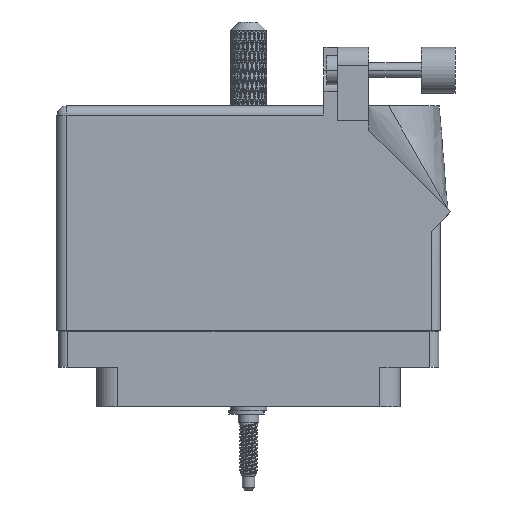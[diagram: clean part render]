
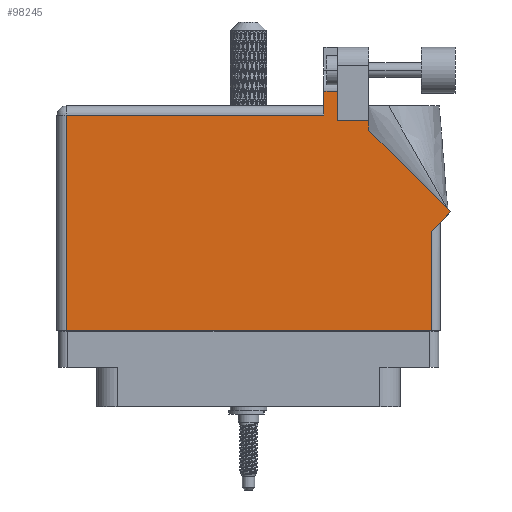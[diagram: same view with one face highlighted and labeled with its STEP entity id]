
A CAD part, front view. The second image highlights one B-rep face of the part: STEP entity #98245.
In plain terms, the highlighted face is planar.
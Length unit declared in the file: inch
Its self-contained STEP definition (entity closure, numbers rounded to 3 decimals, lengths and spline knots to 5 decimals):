
#222 = CARTESIAN_POINT ( 'NONE',  ( 0.82, 1.33, 0.455 ) ) ;
#563 = CARTESIAN_POINT ( 'NONE',  ( 0.93777, 1.5315, 0.455 ) ) ;
#817 = CARTESIAN_POINT ( 'NONE',  ( 1.306, 0.637, 0.455 ) ) ;
#2064 = VECTOR ( 'NONE', #13514, 39.37008 ) ;
#2701 = VECTOR ( 'NONE', #28059, 39.37008 ) ;
#6256 = CARTESIAN_POINT ( 'NONE',  ( 1.244, 0.637, 0.455 ) ) ;
#7860 = CARTESIAN_POINT ( 'NONE',  ( -1.306, -0.1, 0.455 ) ) ;
#9121 = CARTESIAN_POINT ( 'NONE',  ( 0.513, 1.5315, 0.455 ) ) ;
#10152 = CARTESIAN_POINT ( 'NONE',  ( 1.37671, 0.70771, 0.455 ) ) ;
#10571 = DIRECTION ( 'NONE',  ( -1., 0., 0. ) ) ;
#12154 = FACE_OUTER_BOUND ( 'NONE', #46353, .T. ) ;
#13514 = DIRECTION ( 'NONE',  ( 0., -1., 0. ) ) ;
#13876 = ORIENTED_EDGE ( 'NONE', *, *, #59029, .T. ) ;
#16203 = ORIENTED_EDGE ( 'NONE', *, *, #31861, .T. ) ;
#16863 = DIRECTION ( 'NONE',  ( 0., 1., 0. ) ) ;
#19797 = VECTOR ( 'NONE', #98961, 39.37008 ) ;
#20093 = CARTESIAN_POINT ( 'NONE',  ( -1.306, 1.43, 0.455 ) ) ;
#20676 = CARTESIAN_POINT ( 'NONE',  ( 0.607, 1.33, 0.455 ) ) ;
#21938 = CARTESIAN_POINT ( 'NONE',  ( -1.244, -0.1, 0.455 ) ) ;
#24019 = ORIENTED_EDGE ( 'NONE', *, *, #50464, .T. ) ;
#24087 = DIRECTION ( 'NONE',  ( 0., 1., 0. ) ) ;
#24383 = VERTEX_POINT ( 'NONE', #33402 ) ;
#25337 = ORIENTED_EDGE ( 'NONE', *, *, #97329, .T. ) ;
#26399 = LINE ( 'NONE', #62253, #83413 ) ;
#28059 = DIRECTION ( 'NONE',  ( -1., 0., 0. ) ) ;
#30175 = CARTESIAN_POINT ( 'NONE',  ( -1.244, -0.1, 0.455 ) ) ;
#31861 = EDGE_CURVE ( 'NONE', #24383, #35697, #96890, .T. ) ;
#33402 = CARTESIAN_POINT ( 'NONE',  ( 1.244, -0.1, 0.455 ) ) ;
#33666 = VERTEX_POINT ( 'NONE', #40049 ) ;
#34617 = AXIS2_PLACEMENT_3D ( 'NONE', #20093, #92447, #38809 ) ;
#35697 = VERTEX_POINT ( 'NONE', #91484 ) ;
#35769 = VERTEX_POINT ( 'NONE', #49923 ) ;
#35938 = DIRECTION ( 'NONE',  ( 0.707, 0.707, 0. ) ) ;
#36427 = VECTOR ( 'NONE', #111391, 39.37008 ) ;
#37254 = EDGE_CURVE ( 'NONE', #33666, #44413, #93664, .T. ) ;
#37310 = VECTOR ( 'NONE', #10571, 39.37008 ) ;
#38809 = DIRECTION ( 'NONE',  ( -1., 0., 0. ) ) ;
#40049 = CARTESIAN_POINT ( 'NONE',  ( 0.607, 1.5315, 0.455 ) ) ;
#43550 = ORIENTED_EDGE ( 'NONE', *, *, #86532, .T. ) ;
#44413 = VERTEX_POINT ( 'NONE', #9121 ) ;
#46353 = EDGE_LOOP ( 'NONE', ( #92240, #99698, #24019, #60457, #56646, #13876, #16203, #43550, #88575, #25337, #61483 ) ) ;
#46362 = CARTESIAN_POINT ( 'NONE',  ( 0.82, 1.33, 0.455 ) ) ;
#47943 = DIRECTION ( 'NONE',  ( 0., -1., 0. ) ) ;
#48687 = LINE ( 'NONE', #74990, #87164 ) ;
#49923 = CARTESIAN_POINT ( 'NONE',  ( 0.607, 1.33, 0.455 ) ) ;
#50464 = EDGE_CURVE ( 'NONE', #44413, #86944, #48687, .T. ) ;
#50467 = EDGE_CURVE ( 'NONE', #55909, #35769, #105596, .T. ) ;
#50481 = DIRECTION ( 'NONE',  ( -1., 0., 0. ) ) ;
#54457 = CARTESIAN_POINT ( 'NONE',  ( -1.244, 1.368, 0.455 ) ) ;
#55909 = VERTEX_POINT ( 'NONE', #222 ) ;
#56646 = ORIENTED_EDGE ( 'NONE', *, *, #94184, .T. ) ;
#57116 = LINE ( 'NONE', #817, #116891 ) ;
#59029 = EDGE_CURVE ( 'NONE', #66094, #24383, #109452, .T. ) ;
#60389 = CARTESIAN_POINT ( 'NONE',  ( -1.306, 1.368, 0.455 ) ) ;
#60457 = ORIENTED_EDGE ( 'NONE', *, *, #95618, .T. ) ;
#60845 = VECTOR ( 'NONE', #85080, 39.37008 ) ;
#61483 = ORIENTED_EDGE ( 'NONE', *, *, #50467, .T. ) ;
#62253 = CARTESIAN_POINT ( 'NONE',  ( 0.82, 1.26442, 0.455 ) ) ;
#63226 = CARTESIAN_POINT ( 'NONE',  ( 0.513, 1.368, 0.455 ) ) ;
#66094 = VERTEX_POINT ( 'NONE', #30175 ) ;
#69318 = VECTOR ( 'NONE', #50481, 39.37008 ) ;
#70778 = LINE ( 'NONE', #60389, #69318 ) ;
#74990 = CARTESIAN_POINT ( 'NONE',  ( 0.513, 1.43, 0.455 ) ) ;
#79335 = LINE ( 'NONE', #20676, #60845 ) ;
#79504 = VERTEX_POINT ( 'NONE', #88203 ) ;
#83413 = VECTOR ( 'NONE', #16863, 39.37008 ) ;
#85080 = DIRECTION ( 'NONE',  ( 0., 1., 0. ) ) ;
#85604 = VERTEX_POINT ( 'NONE', #10152 ) ;
#86129 = LINE ( 'NONE', #21938, #2064 ) ;
#86297 = LINE ( 'NONE', #103408, #36427 ) ;
#86532 = EDGE_CURVE ( 'NONE', #35697, #85604, #57116, .T. ) ;
#86944 = VERTEX_POINT ( 'NONE', #63226 ) ;
#87164 = VECTOR ( 'NONE', #47943, 39.37008 ) ;
#88203 = CARTESIAN_POINT ( 'NONE',  ( 0.82, 1.26442, 0.455 ) ) ;
#88575 = ORIENTED_EDGE ( 'NONE', *, *, #118045, .T. ) ;
#89481 = EDGE_CURVE ( 'NONE', #35769, #33666, #79335, .T. ) ;
#91484 = CARTESIAN_POINT ( 'NONE',  ( 1.244, 0.575, 0.455 ) ) ;
#92240 = ORIENTED_EDGE ( 'NONE', *, *, #89481, .T. ) ;
#92447 = DIRECTION ( 'NONE',  ( 0., 0., -1. ) ) ;
#93634 = PLANE ( 'NONE',  #34617 ) ;
#93664 = LINE ( 'NONE', #563, #2701 ) ;
#94048 = VECTOR ( 'NONE', #24087, 39.37008 ) ;
#94184 = EDGE_CURVE ( 'NONE', #105362, #66094, #86129, .T. ) ;
#95618 = EDGE_CURVE ( 'NONE', #86944, #105362, #70778, .T. ) ;
#96890 = LINE ( 'NONE', #6256, #94048 ) ;
#97329 = EDGE_CURVE ( 'NONE', #79504, #55909, #26399, .T. ) ;
#98245 = ADVANCED_FACE ( 'NONE', ( #12154 ), #93634, .F. ) ;
#98961 = DIRECTION ( 'NONE',  ( 1., 0., 0. ) ) ;
#99698 = ORIENTED_EDGE ( 'NONE', *, *, #37254, .T. ) ;
#103408 = CARTESIAN_POINT ( 'NONE',  ( 1.37671, 0.70771, 0.455 ) ) ;
#105362 = VERTEX_POINT ( 'NONE', #54457 ) ;
#105596 = LINE ( 'NONE', #46362, #37310 ) ;
#109452 = LINE ( 'NONE', #7860, #19797 ) ;
#111391 = DIRECTION ( 'NONE',  ( -0.707, 0.707, 0. ) ) ;
#116891 = VECTOR ( 'NONE', #35938, 39.37008 ) ;
#118045 = EDGE_CURVE ( 'NONE', #85604, #79504, #86297, .T. ) ;
